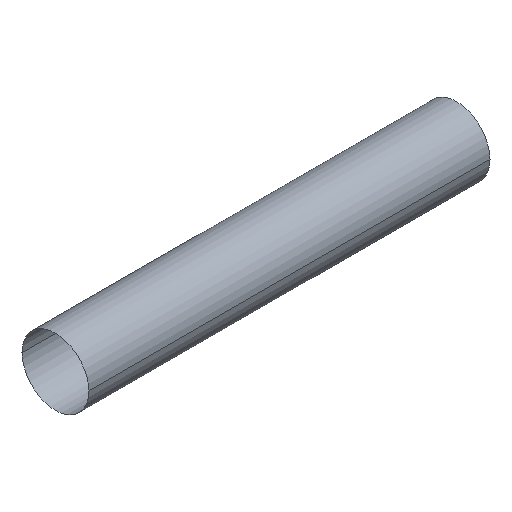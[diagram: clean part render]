
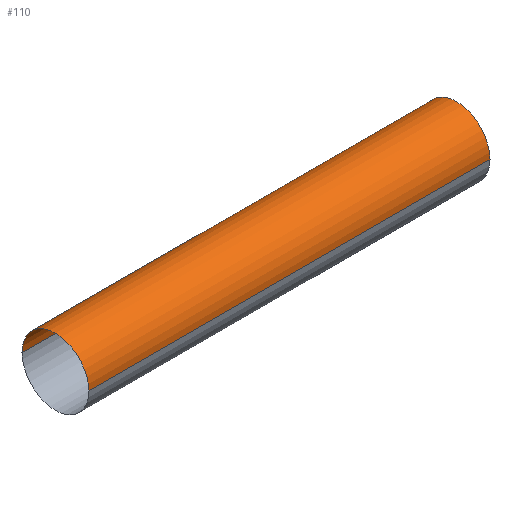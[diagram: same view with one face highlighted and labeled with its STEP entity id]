
A CAD part, isometric view. The second image highlights one B-rep face of the part: STEP entity #110.
In plain terms, the highlighted cylindrical face has radius 0.05 mm (diameter 0.1 mm), a partial arc.
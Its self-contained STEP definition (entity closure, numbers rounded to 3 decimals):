
#21 = EDGE_CURVE('',#22,#24,#26,.T.);
#22 = VERTEX_POINT('',#23);
#23 = CARTESIAN_POINT('',(0.,-0.05,0.));
#24 = VERTEX_POINT('',#25);
#25 = CARTESIAN_POINT('',(0.6,-0.05,0.));
#26 = SURFACE_CURVE('',#27,(#31,#43),.PCURVE_S1.);
#27 = LINE('',#28,#29);
#28 = CARTESIAN_POINT('',(0.,-0.05,0.));
#29 = VECTOR('',#30,1000.);
#30 = DIRECTION('',(1.,0.,0.));
#31 = PCURVE('',#32,#37);
#32 = CYLINDRICAL_SURFACE('',#33,0.05);
#33 = AXIS2_PLACEMENT_3D('',#34,#35,#36);
#34 = CARTESIAN_POINT('',(0.,0.,0.));
#35 = DIRECTION('',(-1.,0.,0.));
#36 = DIRECTION('',(0.,-1.,0.));
#37 = DEFINITIONAL_REPRESENTATION('',(#38),#42);
#38 = LINE('',#39,#40);
#39 = CARTESIAN_POINT('',(-0.,0.));
#40 = VECTOR('',#41,1.);
#41 = DIRECTION('',(-0.,-1.));
#42 = ( GEOMETRIC_REPRESENTATION_CONTEXT(2) 
PARAMETRIC_REPRESENTATION_CONTEXT() REPRESENTATION_CONTEXT('2D SPACE',''
  ) );
#43 = PCURVE('',#44,#49);
#44 = CYLINDRICAL_SURFACE('',#45,0.05);
#45 = AXIS2_PLACEMENT_3D('',#46,#47,#48);
#46 = CARTESIAN_POINT('',(0.,0.,0.));
#47 = DIRECTION('',(-1.,-0.,-0.));
#48 = DIRECTION('',(-0.,1.,0.));
#49 = DEFINITIONAL_REPRESENTATION('',(#50),#54);
#50 = LINE('',#51,#52);
#51 = CARTESIAN_POINT('',(-3.142,0.));
#52 = VECTOR('',#53,1.);
#53 = DIRECTION('',(-0.,-1.));
#54 = ( GEOMETRIC_REPRESENTATION_CONTEXT(2) 
PARAMETRIC_REPRESENTATION_CONTEXT() REPRESENTATION_CONTEXT('2D SPACE',''
  ) );
#57 = VERTEX_POINT('',#58);
#58 = CARTESIAN_POINT('',(0.6,0.05,0.));
#73 = EDGE_CURVE('',#74,#57,#76,.T.);
#74 = VERTEX_POINT('',#75);
#75 = CARTESIAN_POINT('',(0.,0.05,0.));
#76 = SURFACE_CURVE('',#77,(#81,#88),.PCURVE_S1.);
#77 = LINE('',#78,#79);
#78 = CARTESIAN_POINT('',(0.,0.05,0.));
#79 = VECTOR('',#80,1000.);
#80 = DIRECTION('',(1.,0.,0.));
#81 = PCURVE('',#32,#82);
#82 = DEFINITIONAL_REPRESENTATION('',(#83),#87);
#83 = LINE('',#84,#85);
#84 = CARTESIAN_POINT('',(-3.142,0.));
#85 = VECTOR('',#86,1.);
#86 = DIRECTION('',(-0.,-1.));
#87 = ( GEOMETRIC_REPRESENTATION_CONTEXT(2) 
PARAMETRIC_REPRESENTATION_CONTEXT() REPRESENTATION_CONTEXT('2D SPACE',''
  ) );
#88 = PCURVE('',#44,#89);
#89 = DEFINITIONAL_REPRESENTATION('',(#90),#94);
#90 = LINE('',#91,#92);
#91 = CARTESIAN_POINT('',(-0.,0.));
#92 = VECTOR('',#93,1.);
#93 = DIRECTION('',(-0.,-1.));
#94 = ( GEOMETRIC_REPRESENTATION_CONTEXT(2) 
PARAMETRIC_REPRESENTATION_CONTEXT() REPRESENTATION_CONTEXT('2D SPACE',''
  ) );
#110 = ADVANCED_FACE('',(#111),#44,.F.);
#111 = FACE_BOUND('',#112,.T.);
#112 = EDGE_LOOP('',(#113,#114,#129,#130));
#113 = ORIENTED_EDGE('',*,*,#73,.T.);
#114 = ORIENTED_EDGE('',*,*,#115,.T.);
#115 = EDGE_CURVE('',#57,#24,#116,.T.);
#116 = SURFACE_CURVE('',#117,(#122),.PCURVE_S1.);
#117 = CIRCLE('',#118,0.05);
#118 = AXIS2_PLACEMENT_3D('',#119,#120,#121);
#119 = CARTESIAN_POINT('',(0.6,0.,0.));
#120 = DIRECTION('',(1.,0.,0.));
#121 = DIRECTION('',(-0.,1.,0.));
#122 = PCURVE('',#44,#123);
#123 = DEFINITIONAL_REPRESENTATION('',(#124),#128);
#124 = LINE('',#125,#126);
#125 = CARTESIAN_POINT('',(-0.,-0.6));
#126 = VECTOR('',#127,1.);
#127 = DIRECTION('',(-1.,0.));
#128 = ( GEOMETRIC_REPRESENTATION_CONTEXT(2) 
PARAMETRIC_REPRESENTATION_CONTEXT() REPRESENTATION_CONTEXT('2D SPACE',''
  ) );
#129 = ORIENTED_EDGE('',*,*,#21,.F.);
#130 = ORIENTED_EDGE('',*,*,#131,.F.);
#131 = EDGE_CURVE('',#74,#22,#132,.T.);
#132 = SURFACE_CURVE('',#133,(#138),.PCURVE_S1.);
#133 = CIRCLE('',#134,0.05);
#134 = AXIS2_PLACEMENT_3D('',#135,#136,#137);
#135 = CARTESIAN_POINT('',(0.,0.,0.));
#136 = DIRECTION('',(1.,0.,0.));
#137 = DIRECTION('',(-0.,1.,0.));
#138 = PCURVE('',#44,#139);
#139 = DEFINITIONAL_REPRESENTATION('',(#140),#144);
#140 = LINE('',#141,#142);
#141 = CARTESIAN_POINT('',(-0.,0.));
#142 = VECTOR('',#143,1.);
#143 = DIRECTION('',(-1.,0.));
#144 = ( GEOMETRIC_REPRESENTATION_CONTEXT(2) 
PARAMETRIC_REPRESENTATION_CONTEXT() REPRESENTATION_CONTEXT('2D SPACE',''
  ) );
